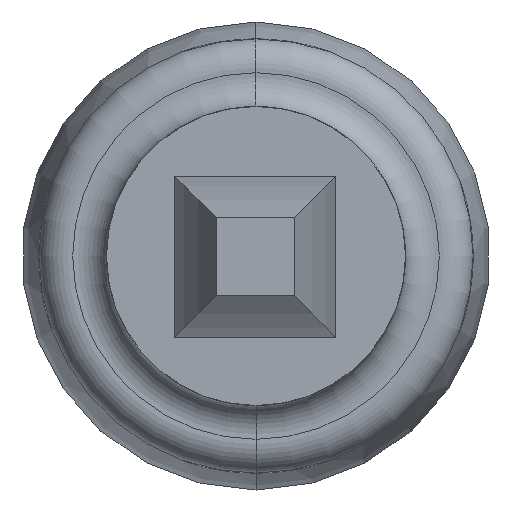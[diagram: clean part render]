
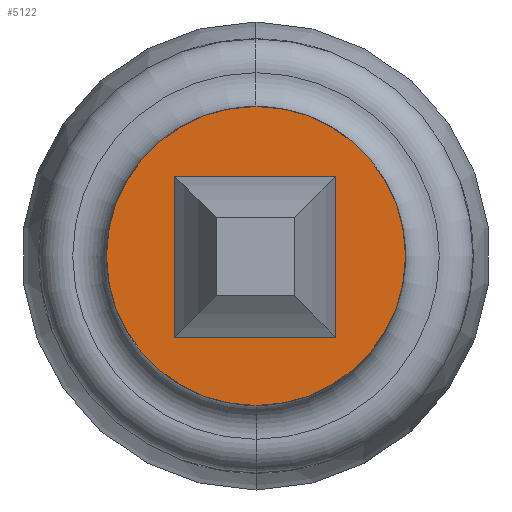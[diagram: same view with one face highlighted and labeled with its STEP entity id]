
A CAD part, front view. The second image highlights one B-rep face of the part: STEP entity #5122.
In plain terms, the highlighted planar face has unit normal (0, -1, 0).
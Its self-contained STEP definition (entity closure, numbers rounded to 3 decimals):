
#12 = VECTOR ( 'NONE', #2716, 1000. ) ;
#64 = CARTESIAN_POINT ( 'NONE',  ( 0., -30., 0.575 ) ) ;
#274 = VECTOR ( 'NONE', #4300, 1000. ) ;
#420 = EDGE_CURVE ( 'Defeature ausgef�hrt3_9+Defeature ausgef�hrt3_2+Defeature ausgef�hrt3_1+Defeature ausgef�hrt3_3', #4022, #4768, #1084, .T. ) ;
#429 = CARTESIAN_POINT ( 'NONE',  ( 0.575, -30., 0. ) ) ;
#556 = ORIENTED_EDGE ( 'NONE', *, *, #3703, .T. ) ;
#889 = CARTESIAN_POINT ( 'NONE',  ( -0.313, -30., -0.313 ) ) ;
#1084 = LINE ( 'NONE', #1089, #274 ) ;
#1089 = CARTESIAN_POINT ( 'NONE',  ( 0.307, -30., -0.313 ) ) ;
#1235 = CARTESIAN_POINT ( 'NONE',  ( 0., -30., 0. ) ) ;
#1418 = LINE ( 'NONE', #3242, #12 ) ;
#1483 = EDGE_CURVE ( 'Defeature ausgef�hrt3_9+Defeature ausgef�hrt3_1+Defeature ausgef�hrt3_0+Defeature ausgef�hrt3_2', #4520, #4022, #1418, .T. ) ;
#1779 = FACE_OUTER_BOUND ( 'NONE', #5208, .T. ) ;
#2695 = CIRCLE ( 'NONE', #6576, 0.575 ) ;
#2716 = DIRECTION ( 'NONE',  ( 1., 0., 0. ) ) ;
#2753 = DIRECTION ( 'NONE',  ( 0., 1., 0. ) ) ;
#2845 = CARTESIAN_POINT ( 'NONE',  ( 0., -30., 0. ) ) ;
#2854 = ORIENTED_EDGE ( 'NONE', *, *, #3494, .F. ) ;
#3097 = FACE_BOUND ( 'NONE', #6163, .T. ) ;
#3155 = AXIS2_PLACEMENT_3D ( 'NONE', #429, #5792, #5201 ) ;
#3242 = CARTESIAN_POINT ( 'NONE',  ( -0.313, -30., 0.307 ) ) ;
#3338 = ORIENTED_EDGE ( 'NONE', *, *, #6799, .T. ) ;
#3348 = DIRECTION ( 'NONE',  ( 0., 0., 1. ) ) ;
#3381 = DIRECTION ( 'NONE',  ( 0., 0., 1. ) ) ;
#3494 = EDGE_CURVE ( 'Defeature ausgef�hrt3_11+Defeature ausgef�hrt3_9+Defeature ausgef�hrt3_9+Defeature ausgef�hrt3_9', #4754, #3603, #2695, .T. ) ;
#3603 = VERTEX_POINT ( 'NONE', #6141 ) ;
#3667 = CARTESIAN_POINT ( 'NONE',  ( -0.313, -30., -0.313 ) ) ;
#3703 = EDGE_CURVE ( 'Defeature ausgef�hrt3_9+Defeature ausgef�hrt3_3+Defeature ausgef�hrt3_2+Defeature ausgef�hrt3_0', #4768, #3937, #4448, .T. ) ;
#3736 = LINE ( 'NONE', #889, #6503 ) ;
#3794 = CARTESIAN_POINT ( 'NONE',  ( 0.307, -30., 0.307 ) ) ;
#3937 = VERTEX_POINT ( 'NONE', #3667 ) ;
#4022 = VERTEX_POINT ( 'NONE', #3794 ) ;
#4132 = PLANE ( 'NONE',  #3155 ) ;
#4299 = CARTESIAN_POINT ( 'NONE',  ( 0.307, -30., -0.313 ) ) ;
#4300 = DIRECTION ( 'NONE',  ( 0., 0., -1. ) ) ;
#4398 = DIRECTION ( 'NONE',  ( 0., 1., 0. ) ) ;
#4448 = LINE ( 'NONE', #5057, #5511 ) ;
#4520 = VERTEX_POINT ( 'NONE', #5566 ) ;
#4624 = DIRECTION ( 'NONE',  ( 0., 0., 1. ) ) ;
#4754 = VERTEX_POINT ( 'NONE', #64 ) ;
#4768 = VERTEX_POINT ( 'NONE', #4299 ) ;
#5057 = CARTESIAN_POINT ( 'NONE',  ( -0.313, -30., -0.313 ) ) ;
#5122 = ADVANCED_FACE ( 'Defeature ausgef�hrt3_9', ( #1779, #3097 ), #4132, .F. ) ;
#5201 = DIRECTION ( 'NONE',  ( 0., 0., 1. ) ) ;
#5208 = EDGE_LOOP ( 'NONE', ( #2854, #5414 ) ) ;
#5250 = ORIENTED_EDGE ( 'NONE', *, *, #420, .T. ) ;
#5414 = ORIENTED_EDGE ( 'NONE', *, *, #6489, .F. ) ;
#5511 = VECTOR ( 'NONE', #5574, 1000. ) ;
#5566 = CARTESIAN_POINT ( 'NONE',  ( -0.313, -30., 0.307 ) ) ;
#5567 = CIRCLE ( 'NONE', #6385, 0.575 ) ;
#5574 = DIRECTION ( 'NONE',  ( -1., 0., 0. ) ) ;
#5792 = DIRECTION ( 'NONE',  ( 0., 1., 0. ) ) ;
#5894 = ORIENTED_EDGE ( 'NONE', *, *, #1483, .T. ) ;
#6141 = CARTESIAN_POINT ( 'NONE',  ( 0., -30., -0.575 ) ) ;
#6163 = EDGE_LOOP ( 'NONE', ( #556, #3338, #5894, #5250 ) ) ;
#6385 = AXIS2_PLACEMENT_3D ( 'NONE', #1235, #4398, #3348 ) ;
#6489 = EDGE_CURVE ( 'Defeature ausgef�hrt3_11+Defeature ausgef�hrt3_9+Defeature ausgef�hrt3_9+Defeature ausgef�hrt3_9', #3603, #4754, #5567, .T. ) ;
#6503 = VECTOR ( 'NONE', #4624, 1000. ) ;
#6576 = AXIS2_PLACEMENT_3D ( 'NONE', #2845, #2753, #3381 ) ;
#6799 = EDGE_CURVE ( 'Defeature ausgef�hrt3_9+Defeature ausgef�hrt3_0+Defeature ausgef�hrt3_3+Defeature ausgef�hrt3_1', #3937, #4520, #3736, .T. ) ;
